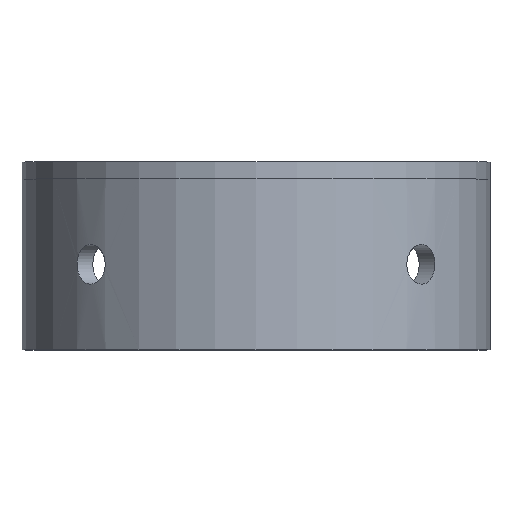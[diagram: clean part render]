
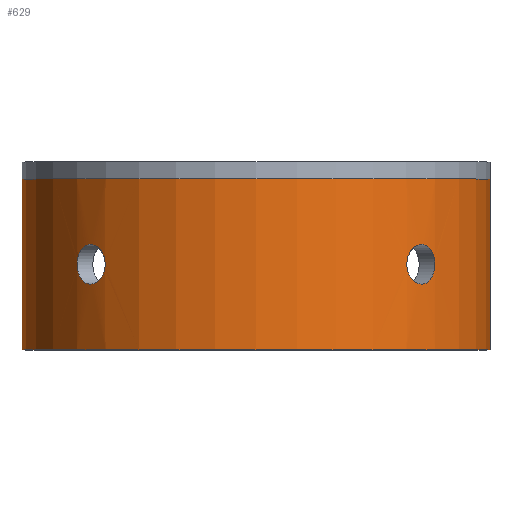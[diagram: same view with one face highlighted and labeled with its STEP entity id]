
A CAD part, top view. The second image highlights one B-rep face of the part: STEP entity #629.
In plain terms, the highlighted cylindrical face has radius 17.399 mm (diameter 34.798 mm), a partial arc.
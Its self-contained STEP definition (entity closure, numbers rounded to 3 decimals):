
#60=CARTESIAN_POINT('Vertex',(-17.399,1.651,0.)) ;
#65=CARTESIAN_POINT('Axis2P3D Location',(0.,1.651,0.)) ;
#69=CARTESIAN_POINT('Vertex',(17.399,1.651,0.)) ;
#318=CARTESIAN_POINT('Vertex',(-17.399,-11.049,0.)) ;
#320=CARTESIAN_POINT('Vertex',(17.399,-11.049,0.)) ;
#323=CARTESIAN_POINT('Axis2P3D Location',(0.,-11.049,0.)) ;
#481=CARTESIAN_POINT('Axis2P3D Location',(0.,-4.699,0.)) ;
#486=CARTESIAN_POINT('Line Origine',(-17.399,-4.699,0.)) ;
#491=CARTESIAN_POINT('Line Origine',(17.399,-4.699,0.)) ;
#570=CARTESIAN_POINT('Control Point',(-12.303,-3.218,12.303)) ;
#571=CARTESIAN_POINT('Control Point',(-11.96,-3.218,12.646)) ;
#572=CARTESIAN_POINT('Control Point',(-11.605,-3.417,12.977)) ;
#573=CARTESIAN_POINT('Control Point',(-11.317,-3.815,13.216)) ;
#574=CARTESIAN_POINT('Control Point',(-11.072,-4.769,13.423)) ;
#575=CARTESIAN_POINT('Control Point',(-11.387,-5.675,13.157)) ;
#576=CARTESIAN_POINT('Control Point',(-11.662,-6.012,12.924)) ;
#577=CARTESIAN_POINT('Control Point',(-11.988,-6.18,12.618)) ;
#578=CARTESIAN_POINT('Control Point',(-12.303,-6.18,12.303)) ;
#579=CARTESIAN_POINT('Vertex',(-12.303,-3.218,12.303)) ;
#581=CARTESIAN_POINT('Vertex',(-12.303,-6.18,12.303)) ;
#585=CARTESIAN_POINT('Control Point',(-12.303,-6.18,12.303)) ;
#586=CARTESIAN_POINT('Control Point',(-12.674,-6.18,11.932)) ;
#587=CARTESIAN_POINT('Control Point',(-13.031,-5.947,11.547)) ;
#588=CARTESIAN_POINT('Control Point',(-13.273,-5.479,11.248)) ;
#589=CARTESIAN_POINT('Control Point',(-13.416,-4.485,11.081)) ;
#590=CARTESIAN_POINT('Control Point',(-13.093,-3.637,11.462)) ;
#591=CARTESIAN_POINT('Control Point',(-12.869,-3.357,11.72)) ;
#592=CARTESIAN_POINT('Control Point',(-12.59,-3.218,12.016)) ;
#593=CARTESIAN_POINT('Control Point',(-12.303,-3.218,12.303)) ;
#600=CARTESIAN_POINT('Control Point',(12.303,-3.218,12.303)) ;
#601=CARTESIAN_POINT('Control Point',(11.96,-3.218,12.646)) ;
#602=CARTESIAN_POINT('Control Point',(11.605,-3.417,12.977)) ;
#603=CARTESIAN_POINT('Control Point',(11.317,-3.815,13.216)) ;
#604=CARTESIAN_POINT('Control Point',(11.072,-4.769,13.423)) ;
#605=CARTESIAN_POINT('Control Point',(11.387,-5.675,13.157)) ;
#606=CARTESIAN_POINT('Control Point',(11.662,-6.012,12.924)) ;
#607=CARTESIAN_POINT('Control Point',(11.988,-6.18,12.618)) ;
#608=CARTESIAN_POINT('Control Point',(12.303,-6.18,12.303)) ;
#609=CARTESIAN_POINT('Vertex',(12.303,-3.218,12.303)) ;
#611=CARTESIAN_POINT('Vertex',(12.303,-6.18,12.303)) ;
#615=CARTESIAN_POINT('Control Point',(12.303,-6.18,12.303)) ;
#616=CARTESIAN_POINT('Control Point',(12.674,-6.18,11.932)) ;
#617=CARTESIAN_POINT('Control Point',(13.031,-5.947,11.547)) ;
#618=CARTESIAN_POINT('Control Point',(13.273,-5.479,11.248)) ;
#619=CARTESIAN_POINT('Control Point',(13.416,-4.485,11.081)) ;
#620=CARTESIAN_POINT('Control Point',(13.093,-3.637,11.462)) ;
#621=CARTESIAN_POINT('Control Point',(12.869,-3.357,11.72)) ;
#622=CARTESIAN_POINT('Control Point',(12.59,-3.218,12.016)) ;
#623=CARTESIAN_POINT('Control Point',(12.303,-3.218,12.303)) ;
#66=DIRECTION('Axis2P3D Direction',(0.,1.,-0.)) ;
#324=DIRECTION('Axis2P3D Direction',(0.,-1.,0.)) ;
#482=DIRECTION('Axis2P3D Direction',(0.,-1.,0.)) ;
#483=DIRECTION('Axis2P3D XDirection',(1.,0.,0.)) ;
#487=DIRECTION('Vector Direction',(0.,-1.,0.)) ;
#492=DIRECTION('Vector Direction',(0.,-1.,0.)) ;
#67=AXIS2_PLACEMENT_3D('Circle Axis2P3D',#65,#66,$) ;
#325=AXIS2_PLACEMENT_3D('Circle Axis2P3D',#323,#324,$) ;
#484=AXIS2_PLACEMENT_3D('Cylinder Axis2P3D',#481,#482,#483) ;
#564=ORIENTED_EDGE('',*,*,#327,.F.) ;
#565=ORIENTED_EDGE('',*,*,#495,.T.) ;
#566=ORIENTED_EDGE('',*,*,#71,.T.) ;
#567=ORIENTED_EDGE('',*,*,#490,.F.) ;
#596=ORIENTED_EDGE('',*,*,#583,.T.) ;
#597=ORIENTED_EDGE('',*,*,#594,.T.) ;
#626=ORIENTED_EDGE('',*,*,#613,.F.) ;
#627=ORIENTED_EDGE('',*,*,#624,.F.) ;
#598=FACE_BOUND('',#595,.T.) ;
#628=FACE_BOUND('',#625,.T.) ;
#488=VECTOR('Line Direction',#487,1.) ;
#493=VECTOR('Line Direction',#492,1.) ;
#629=ADVANCED_FACE('PartBody',(#568,#598,#628),#485,.T.) ;
#569=B_SPLINE_CURVE_WITH_KNOTS('',5,(#570,#571,#572,#573,#574,#575,#576,#577,#578),.UNSPECIFIED.,.F.,.U.,(6,3,6),(0.,3.429,6.582),.UNSPECIFIED.) ;
#584=B_SPLINE_CURVE_WITH_KNOTS('',5,(#585,#586,#587,#588,#589,#590,#591,#592,#593),.UNSPECIFIED.,.F.,.U.,(6,3,6),(6.582,10.292,13.164),.UNSPECIFIED.) ;
#599=B_SPLINE_CURVE_WITH_KNOTS('',5,(#600,#601,#602,#603,#604,#605,#606,#607,#608),.UNSPECIFIED.,.F.,.U.,(6,3,6),(0.,3.429,6.582),.UNSPECIFIED.) ;
#614=B_SPLINE_CURVE_WITH_KNOTS('',5,(#615,#616,#617,#618,#619,#620,#621,#622,#623),.UNSPECIFIED.,.F.,.U.,(6,3,6),(6.582,10.292,13.164),.UNSPECIFIED.) ;
#68=CIRCLE('generated circle',#67,17.399) ;
#326=CIRCLE('generated circle',#325,17.399) ;
#485=CYLINDRICAL_SURFACE('generated cylinder',#484,17.399) ;
#71=EDGE_CURVE('',#70,#61,#68,.F.) ;
#327=EDGE_CURVE('',#321,#319,#326,.T.) ;
#490=EDGE_CURVE('',#319,#61,#489,.F.) ;
#495=EDGE_CURVE('',#321,#70,#494,.F.) ;
#583=EDGE_CURVE('',#580,#582,#569,.T.) ;
#594=EDGE_CURVE('',#582,#580,#584,.T.) ;
#613=EDGE_CURVE('',#610,#612,#599,.T.) ;
#624=EDGE_CURVE('',#612,#610,#614,.T.) ;
#563=EDGE_LOOP('',(#564,#565,#566,#567)) ;
#595=EDGE_LOOP('',(#596,#597)) ;
#625=EDGE_LOOP('',(#626,#627)) ;
#568=FACE_OUTER_BOUND('',#563,.T.) ;
#489=LINE('Line',#486,#488) ;
#494=LINE('Line',#491,#493) ;
#61=VERTEX_POINT('',#60) ;
#70=VERTEX_POINT('',#69) ;
#319=VERTEX_POINT('',#318) ;
#321=VERTEX_POINT('',#320) ;
#580=VERTEX_POINT('',#579) ;
#582=VERTEX_POINT('',#581) ;
#610=VERTEX_POINT('',#609) ;
#612=VERTEX_POINT('',#611) ;
